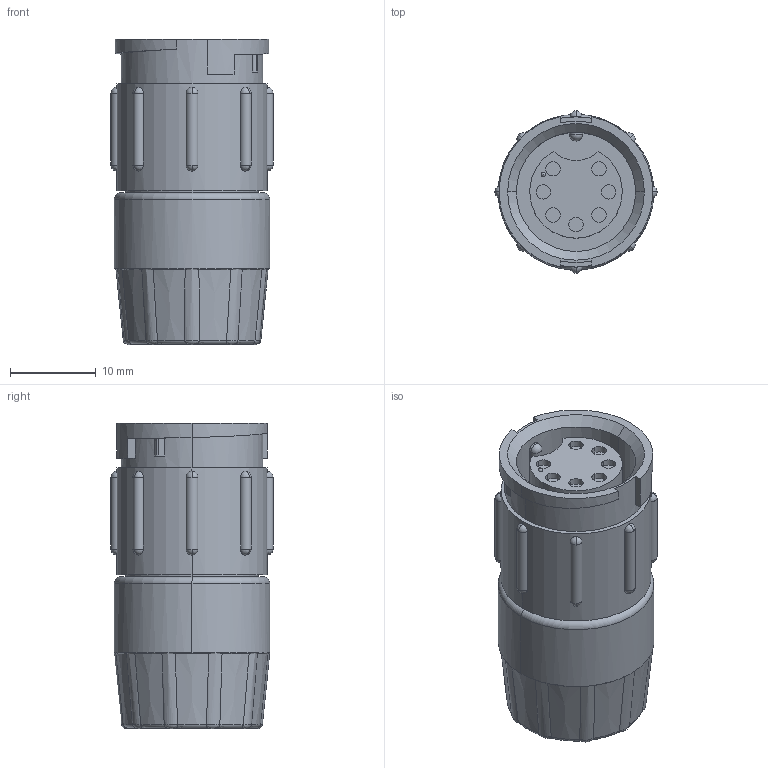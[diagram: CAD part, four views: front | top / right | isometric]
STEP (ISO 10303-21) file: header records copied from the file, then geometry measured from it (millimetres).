
FILE_DESCRIPTION (( 'STEP AP203' ), '1' );
FILE_NAME ('5280-8SG-315.STEP', '2013-02-06T15:56:56', ( '21FPBF1' ), ( 'Conxall' ), 'SwSTEP 2.0', 'SolidWorks 2012', '' );
FILE_SCHEMA (( 'CONFIG_CONTROL_DESIGN' ));
Length unit declared in the file: inch
Products named in the file (1): 5280-8SG-315
Bounding box: 18.92 x 18.92 x 35.63 mm (x, y, z)
Volume: 7651.1 mm3; surface area: 3416.4 mm2
Topology: 1 solids, 1 shells, 202 faces, 563 edges, 351 vertices
Faces by surface type: cylinder 52, torus 44, plane 41, sphere 34, bspline 18, cone 13
Entity records: 7139 total; most frequent: CARTESIAN_POINT 2459, ORIENTED_EDGE 988, DIRECTION 943, EDGE_CURVE 494, AXIS2_PLACEMENT_3D 423, VERTEX_POINT 316, CIRCLE 238, EDGE_LOOP 224
